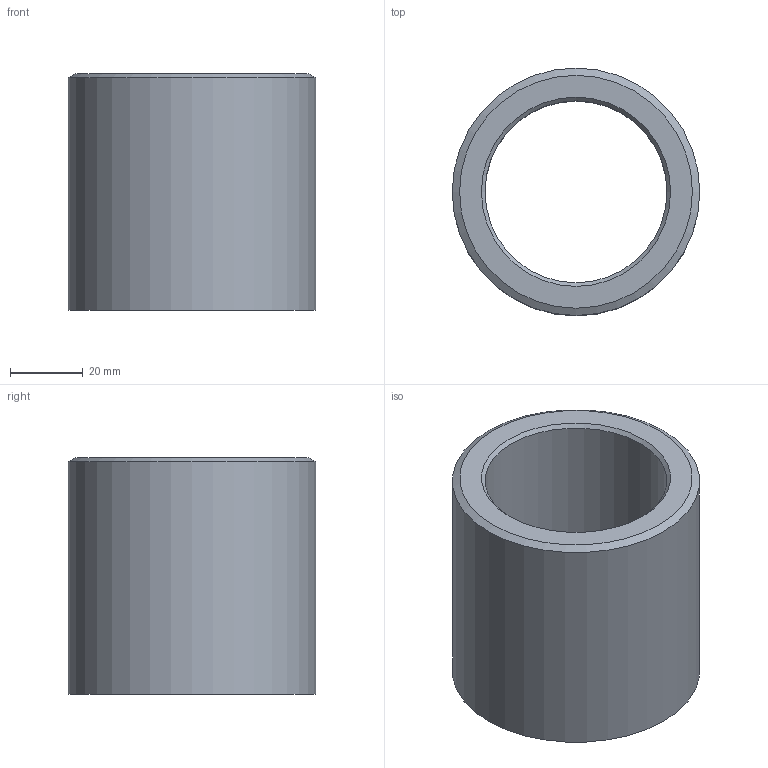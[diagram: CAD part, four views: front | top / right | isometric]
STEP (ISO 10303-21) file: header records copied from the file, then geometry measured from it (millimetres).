
FILE_DESCRIPTION(/* description */ (''),/* implementation_level */ '2;1');
FILE_NAME(/* name */ 'bague infrieur safran v1.step',/* time_stamp */ '2024-04-24T11:59:21+02:00',/* author */ (''),/* organization */ (''),/* preprocessor_version */ 'ST-DEVELOPER v20',/* originating_system */ 'Autodesk Translation Framework v12.20.1.177',/* authorisation */ '');
FILE_SCHEMA (('AUTOMOTIVE_DESIGN { 1 0 10303 214 3 1 1 }'));
Length unit declared in the file: millimetre
Products named in the file (1): bague inférieur safran
Bounding box: 68 x 68 x 65 mm (x, y, z)
Volume: 107788.1 mm3; surface area: 26980.3 mm2
Topology: 1 solids, 1 shells, 7 faces, 12 edges, 7 vertices
Faces by surface type: cone 3, plane 2, cylinder 2
Full cylindrical faces by diameter (mm): 50 x1, 68 x1
Entity records: 206 total; most frequent: DIRECTION 35, CARTESIAN_POINT 27, ORIENTED_EDGE 24, AXIS2_PLACEMENT_3D 15, EDGE_CURVE 12, EDGE_LOOP 9, FACE_OUTER_BOUND 7, CIRCLE 7
